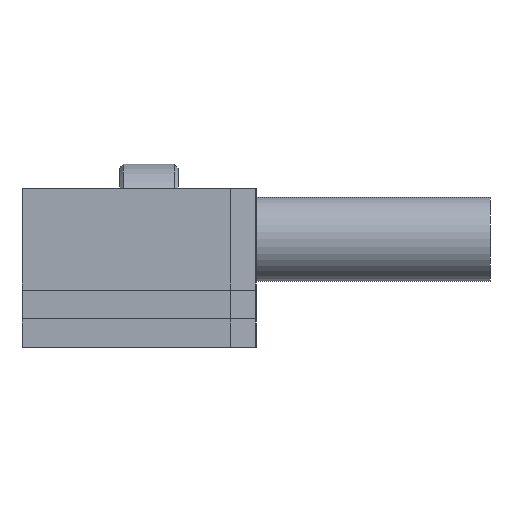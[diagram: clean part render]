
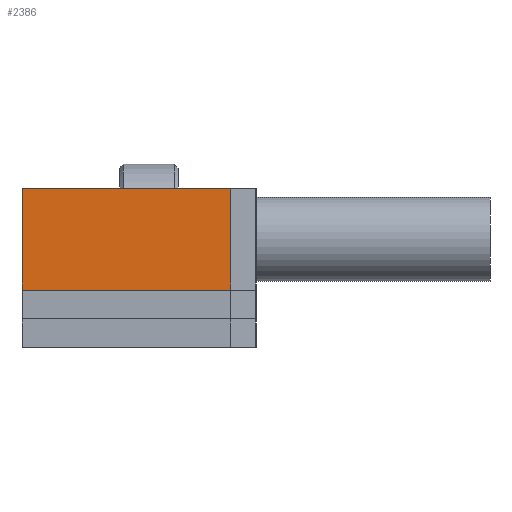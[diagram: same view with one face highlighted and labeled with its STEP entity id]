
A CAD part, left-side view. The second image highlights one B-rep face of the part: STEP entity #2386.
In plain terms, the highlighted face is planar.
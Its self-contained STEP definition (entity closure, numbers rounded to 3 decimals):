
#12 = VERTEX_POINT ( 'NONE', #1003 ) ;
#28 = AXIS2_PLACEMENT_3D ( 'NONE', #717, #2573, #731 ) ;
#78 = VECTOR ( 'NONE', #625, 1000. ) ;
#129 = ORIENTED_EDGE ( 'NONE', *, *, #2379, .F. ) ;
#130 = CARTESIAN_POINT ( 'NONE',  ( -2.6, -4.2, -10. ) ) ;
#322 = EDGE_CURVE ( 'NONE', #12, #2506, #1510, .T. ) ;
#443 = DIRECTION ( 'NONE',  ( -1., 0., 0. ) ) ;
#465 = VECTOR ( 'NONE', #2252, 1000. ) ;
#625 = DIRECTION ( 'NONE',  ( 0., -1., 0. ) ) ;
#717 = CARTESIAN_POINT ( 'NONE',  ( 2.6, 0., -10. ) ) ;
#731 = DIRECTION ( 'NONE',  ( -1., 0., 0. ) ) ;
#930 = ORIENTED_EDGE ( 'NONE', *, *, #1278, .T. ) ;
#939 = VERTEX_POINT ( 'NONE', #130 ) ;
#1003 = CARTESIAN_POINT ( 'NONE',  ( 2.6, 6.5, -10. ) ) ;
#1031 = CARTESIAN_POINT ( 'NONE',  ( 2.6, 0., -10. ) ) ;
#1243 = CARTESIAN_POINT ( 'NONE',  ( 2.6, -4.2, -10. ) ) ;
#1278 = EDGE_CURVE ( 'NONE', #12, #2621, #2050, .T. ) ;
#1302 = CARTESIAN_POINT ( 'NONE',  ( 2.6, 6.5, -10. ) ) ;
#1510 = LINE ( 'NONE', #1302, #465 ) ;
#1698 = LINE ( 'NONE', #2512, #78 ) ;
#1712 = VECTOR ( 'NONE', #443, 1000. ) ;
#1733 = ORIENTED_EDGE ( 'NONE', *, *, #2697, .T. ) ;
#1874 = DIRECTION ( 'NONE',  ( 0., -1., 0. ) ) ;
#1875 = FACE_OUTER_BOUND ( 'NONE', #2567, .T. ) ;
#1914 = LINE ( 'NONE', #1243, #1712 ) ;
#2050 = LINE ( 'NONE', #1031, #2662 ) ;
#2252 = DIRECTION ( 'NONE',  ( -1., 0., 0. ) ) ;
#2261 = ORIENTED_EDGE ( 'NONE', *, *, #322, .F. ) ;
#2379 = EDGE_CURVE ( 'NONE', #2506, #939, #1698, .T. ) ;
#2386 = ADVANCED_FACE ( 'NONE', ( #1875 ), #2710, .T. ) ;
#2506 = VERTEX_POINT ( 'NONE', #2615 ) ;
#2512 = CARTESIAN_POINT ( 'NONE',  ( -2.6, 0., -10. ) ) ;
#2567 = EDGE_LOOP ( 'NONE', ( #930, #1733, #129, #2261 ) ) ;
#2573 = DIRECTION ( 'NONE',  ( 0., 0., -1. ) ) ;
#2615 = CARTESIAN_POINT ( 'NONE',  ( -2.6, 6.5, -10. ) ) ;
#2621 = VERTEX_POINT ( 'NONE', #2633 ) ;
#2633 = CARTESIAN_POINT ( 'NONE',  ( 2.6, -4.2, -10. ) ) ;
#2662 = VECTOR ( 'NONE', #1874, 1000. ) ;
#2697 = EDGE_CURVE ( 'NONE', #2621, #939, #1914, .T. ) ;
#2710 = PLANE ( 'NONE',  #28 ) ;
